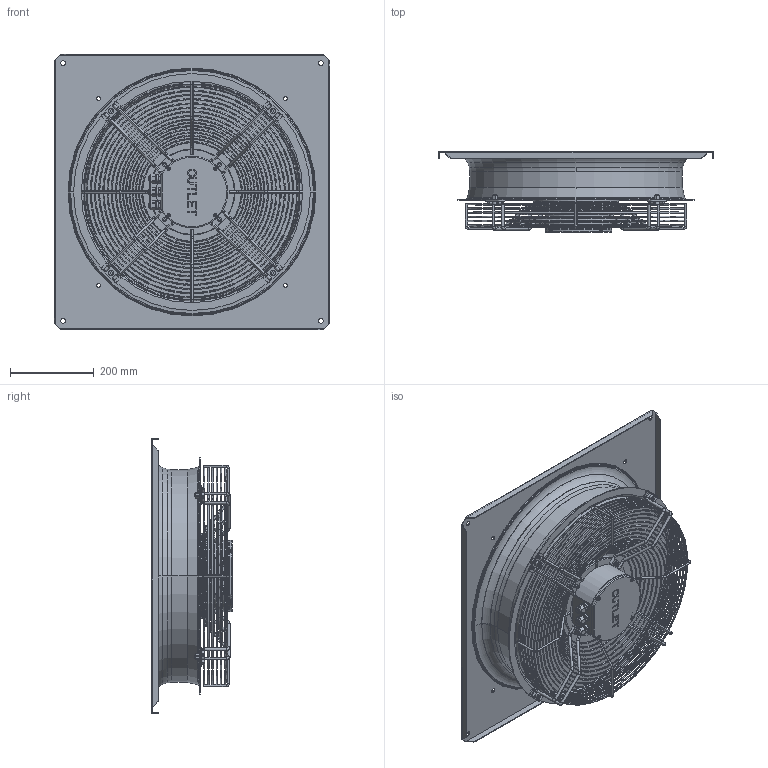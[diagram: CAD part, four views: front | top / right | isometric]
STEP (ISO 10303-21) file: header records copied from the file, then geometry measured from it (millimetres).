
FILE_DESCRIPTION((''),'2;1');
FILE_NAME('ASM0002_ASM_1_1_ASM_1_ASM','2025-10-15T17:52:22',('TF240017'),(''),'CREO PARAMETRIC BY PTC INC, 2020053','CREO PARAMETRIC BY PTC INC, 2020053','');
FILE_SCHEMA(('CONFIG_CONTROL_DESIGN'));
Products named in the file (15): _K201005690F_-1_CF500170_PILLOW; 163_EC500_BASE_COVER_RREV01_1_3; PRT0002_1_1; NYLON_GLAND_7_1_1_1_1; PRT0003_1_1; _X2_96F64EF6_X0_3_1_1_1_1_2_1_2; _X2_87BA6BCD_X0___X2_FF1A_X-1_1; _X2_87BA6BCD_X0___X2_FF1A_X-__1; _X2_87BA6BCD_X0___X2_FF1A_X-__2; _X2_87BA6BCD_X0___X2_FF1A_X-__3; PRODUCT_157_1_ASM_1_ASM_1_1_2_1_ASM; ASM0004_ASM_1_ASM_1_ASM; M8L16_1_1; M6L15; ASM0002_ASM_1_1_ASM_1_ASM
Assembly tree (25 placements, depth 4):
  ASM0002_ASM_1_1_ASM_1_ASM
    _K201005690F_-1_CF500170_PILLOW
    163_EC500_BASE_COVER_RREV01_1_3
    PRT0002_1_1
    NYLON_GLAND_7_1_1_1_1  x3
    PRT0003_1_1  x4
    ASM0004_ASM_1_ASM_1_ASM
      PRODUCT_157_1_ASM_1_ASM_1_1_2_1_ASM
        _X2_96F64EF6_X0_3_1_1_1_1_2_1_2
        _X2_87BA6BCD_X0___X2_FF1A_X-1_1
        _X2_87BA6BCD_X0___X2_FF1A_X-__1
        _X2_87BA6BCD_X0___X2_FF1A_X-__2
        _X2_87BA6BCD_X0___X2_FF1A_X-__3
    M8L16_1_1  x4
    M6L15  x4
Bounding box: 656.02 x 191.73 x 656.02 mm (x, y, z)
Volume: 27005074.1 mm3; surface area: 1976574.1 mm2
Topology: 23 solids, 24 shells, 2693 faces, 8781 edges, 5685 vertices
Faces by surface type: cylinder 784, torus 693, plane 673, bspline 363, cone 126, sphere 53, extrusion 1
Entity records: 123761 total; most frequent: CARTESIAN_POINT 60122, ORIENTED_EDGE 15214, DIRECTION 11867, EDGE_CURVE 7607, AXIS2_PLACEMENT_3D 4997, VERTEX_POINT 4904, CIRCLE 2995, B_SPLINE_CURVE_WITH_KNOTS 2741
